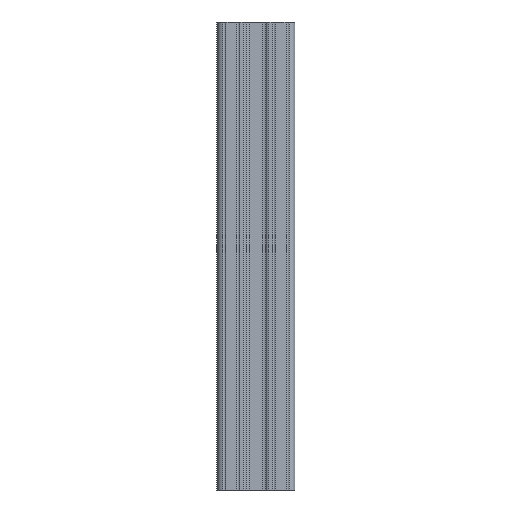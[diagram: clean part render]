
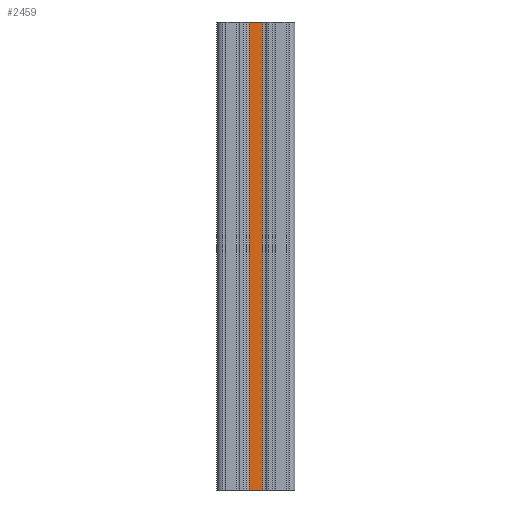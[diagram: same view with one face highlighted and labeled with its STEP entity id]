
A CAD part, front view. The second image highlights one B-rep face of the part: STEP entity #2459.
In plain terms, the highlighted planar face has unit normal (0, -1, 0).
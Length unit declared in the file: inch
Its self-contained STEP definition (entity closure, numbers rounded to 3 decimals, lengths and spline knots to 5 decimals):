
#30 = EDGE_LOOP ( 'NONE', ( #390, #1879, #1844, #395 ) ) ;
#32 = AXIS2_PLACEMENT_3D ( 'NONE', #1946, #1391, #340 ) ;
#45 = VECTOR ( 'NONE', #1256, 39.37008 ) ;
#223 = VERTEX_POINT ( 'NONE', #224 ) ;
#224 = CARTESIAN_POINT ( 'NONE',  ( -0.0852, -0.183, 3. ) ) ;
#340 = DIRECTION ( 'NONE',  ( 0., 0., 1. ) ) ;
#390 = ORIENTED_EDGE ( 'NONE', *, *, #1809, .T. ) ;
#395 = ORIENTED_EDGE ( 'NONE', *, *, #2071, .T. ) ;
#566 = LINE ( 'NONE', #1740, #45 ) ;
#650 = VECTOR ( 'NONE', #1820, 39.37008 ) ;
#718 = EDGE_CURVE ( 'NONE', #223, #1405, #860, .T. ) ;
#860 = LINE ( 'NONE', #1639, #945 ) ;
#945 = VECTOR ( 'NONE', #1092, 39.37008 ) ;
#1000 = CARTESIAN_POINT ( 'NONE',  ( 0.0852, -0.183, 3. ) ) ;
#1092 = DIRECTION ( 'NONE',  ( 1., 0., 0. ) ) ;
#1172 = CARTESIAN_POINT ( 'NONE',  ( 0., -0.183, -3. ) ) ;
#1256 = DIRECTION ( 'NONE',  ( 0., 0., -1. ) ) ;
#1391 = DIRECTION ( 'NONE',  ( 0., 1., 0. ) ) ;
#1405 = VERTEX_POINT ( 'NONE', #1000 ) ;
#1482 = CARTESIAN_POINT ( 'NONE',  ( 0.0852, -0.183, -3. ) ) ;
#1639 = CARTESIAN_POINT ( 'NONE',  ( 0., -0.183, 3. ) ) ;
#1662 = PLANE ( 'NONE',  #32 ) ;
#1740 = CARTESIAN_POINT ( 'NONE',  ( -0.0852, -0.183, 3. ) ) ;
#1808 = VECTOR ( 'NONE', #1952, 39.37008 ) ;
#1809 = EDGE_CURVE ( 'NONE', #2075, #2278, #2014, .T. ) ;
#1820 = DIRECTION ( 'NONE',  ( 0., 0., -1. ) ) ;
#1844 = ORIENTED_EDGE ( 'NONE', *, *, #718, .F. ) ;
#1879 = ORIENTED_EDGE ( 'NONE', *, *, #2876, .F. ) ;
#1946 = CARTESIAN_POINT ( 'NONE',  ( 0., -0.183, 3. ) ) ;
#1952 = DIRECTION ( 'NONE',  ( 1., 0., 0. ) ) ;
#2014 = LINE ( 'NONE', #1172, #1808 ) ;
#2069 = CARTESIAN_POINT ( 'NONE',  ( -0.0852, -0.183, -3. ) ) ;
#2071 = EDGE_CURVE ( 'NONE', #223, #2075, #566, .T. ) ;
#2075 = VERTEX_POINT ( 'NONE', #2069 ) ;
#2278 = VERTEX_POINT ( 'NONE', #1482 ) ;
#2459 = ADVANCED_FACE ( 'NONE', ( #3128 ), #1662, .F. ) ;
#2876 = EDGE_CURVE ( 'NONE', #1405, #2278, #3083, .T. ) ;
#3083 = LINE ( 'NONE', #3398, #650 ) ;
#3128 = FACE_OUTER_BOUND ( 'NONE', #30, .T. ) ;
#3398 = CARTESIAN_POINT ( 'NONE',  ( 0.0852, -0.183, 3. ) ) ;
